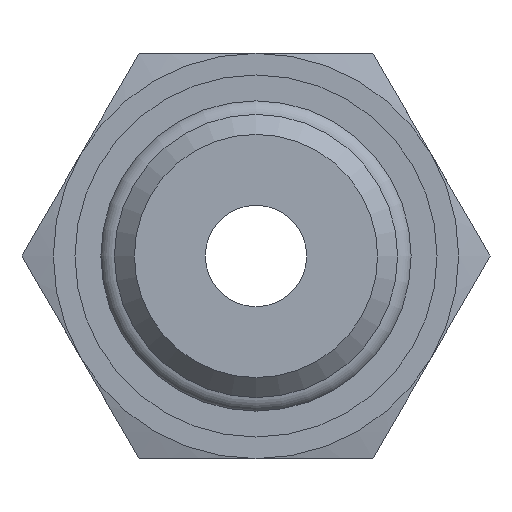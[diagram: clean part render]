
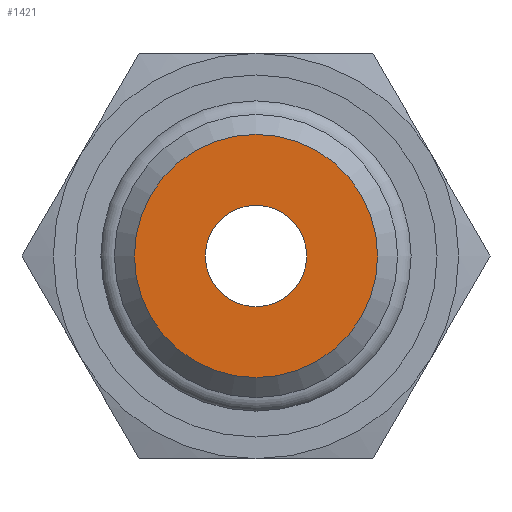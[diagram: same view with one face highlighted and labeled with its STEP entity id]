
A CAD part, left-side view. The second image highlights one B-rep face of the part: STEP entity #1421.
In plain terms, the highlighted planar face has unit normal (-1, 0, 0).
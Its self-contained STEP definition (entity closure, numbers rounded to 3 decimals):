
#84=CARTESIAN_POINT('',(0.0,0.,3.75));
#85=VERTEX_POINT('',#84);
#86=CARTESIAN_POINT('',(0.0,0.0,0.0));
#87=DIRECTION('',(1.0,0.0,0.0));
#88=DIRECTION('',(0.0,0.0,-1.0));
#89=AXIS2_PLACEMENT_3D('',#86,#87,#88);
#90=CIRCLE('',#89,3.75);
#91=EDGE_CURVE('',#85,#85,#90,.T.);
#129=CARTESIAN_POINT('',(0.0,-9.0,0.));
#130=VERTEX_POINT('',#129);
#131=CARTESIAN_POINT('',(0.0,0.0,0.0));
#132=DIRECTION('',(-1.0,0.0,0.0));
#133=DIRECTION('',(0.0,1.0,0.0));
#134=AXIS2_PLACEMENT_3D('',#131,#132,#133);
#135=CIRCLE('',#134,9.0);
#136=EDGE_CURVE('',#130,#130,#135,.T.);
#1410=CARTESIAN_POINT('',(0.0,6.5,0.));
#1411=DIRECTION('',(-1.0,0.0,0.0));
#1412=DIRECTION('',(0.0,0.0,1.0));
#1413=AXIS2_PLACEMENT_3D('',#1410,#1411,#1412);
#1414=PLANE('',#1413);
#1415=ORIENTED_EDGE('',*,*,#136,.T.);
#1416=EDGE_LOOP('',(#1415));
#1417=FACE_OUTER_BOUND('',#1416,.T.);
#1418=ORIENTED_EDGE('',*,*,#91,.T.);
#1419=EDGE_LOOP('',(#1418));
#1420=FACE_BOUND('',#1419,.T.);
#1421=ADVANCED_FACE('',(#1417,#1420),#1414,.T.);
